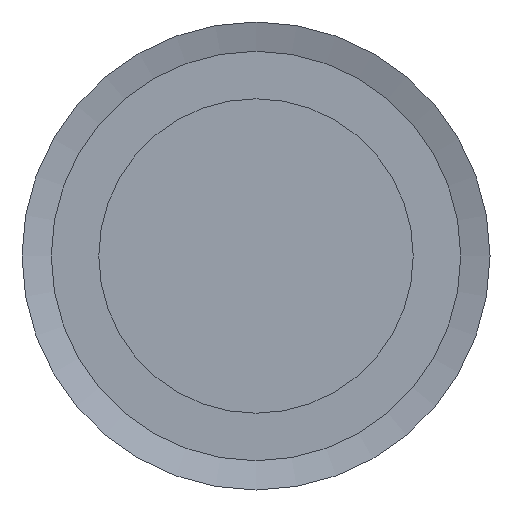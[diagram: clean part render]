
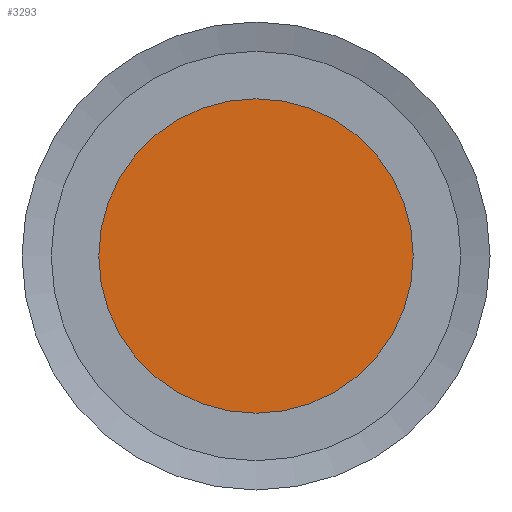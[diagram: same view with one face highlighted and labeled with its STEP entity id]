
A CAD part, left-side view. The second image highlights one B-rep face of the part: STEP entity #3293.
In plain terms, the highlighted planar face has unit normal (-1, 0, 0).
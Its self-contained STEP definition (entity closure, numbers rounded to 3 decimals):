
#1026=VERTEX_POINT('',#5675);
#1258=CIRCLE('',#3689,10.75);
#1738=EDGE_CURVE('',#1026,#1026,#1258,.T.);
#2521=ORIENTED_EDGE('',*,*,#1738,.F.);
#2935=EDGE_LOOP('',(#2521));
#3115=FACE_BOUND('',#2935,.T.);
#3293=ADVANCED_FACE('',(#3115),#5769,.F.);
#3688=AXIS2_PLACEMENT_3D('',#5673,#4662,$);
#3689=AXIS2_PLACEMENT_3D('',#5674,#4663,#4664);
#4662=DIRECTION('',(1.,0.,0.));
#4663=DIRECTION('',(1.,0.,0.));
#4664=DIRECTION('',(0.,0.,-10.75));
#5673=CARTESIAN_POINT('',(0.,0.,0.));
#5674=CARTESIAN_POINT('',(0.,0.,0.));
#5675=CARTESIAN_POINT('',(0.,0.,-10.75));
#5769=PLANE('',#3688);
